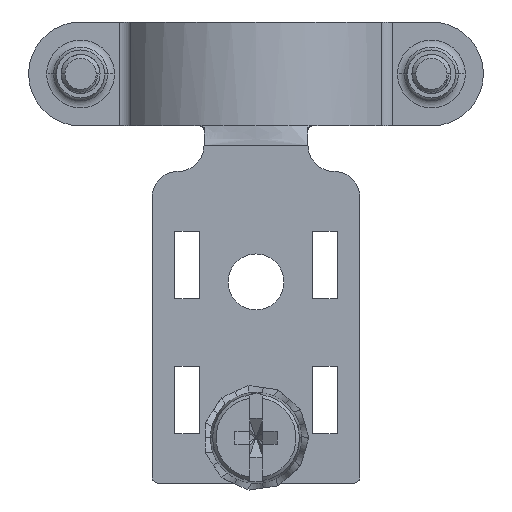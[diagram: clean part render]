
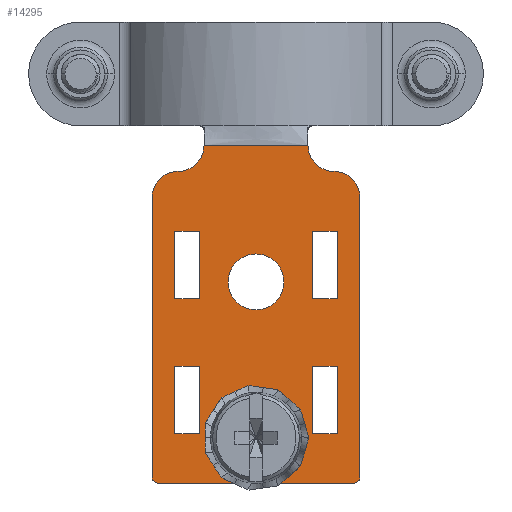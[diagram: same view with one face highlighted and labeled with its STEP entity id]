
A CAD part, front view. The second image highlights one B-rep face of the part: STEP entity #14295.
In plain terms, the highlighted planar face has unit normal (0, -1, 0).
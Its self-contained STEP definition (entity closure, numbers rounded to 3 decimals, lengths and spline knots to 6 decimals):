
#316=CARTESIAN_POINT('',(0.014,0.0032,0.0208));
#317=DIRECTION('',(0.,-1.,0.));
#318=DIRECTION('',(-1.,0.,0.));
#319=AXIS2_PLACEMENT_3D('',#316,#317,#318);
#321=CARTESIAN_POINT('',(0.014,0.0032,0.0168));
#322=DIRECTION('',(0.,1.,0.));
#323=DIRECTION('',(0.,0.,1.));
#324=AXIS2_PLACEMENT_3D('',#321,#322,#323);
#326=CARTESIAN_POINT('',(0.0155,0.0032,-0.0047));
#327=DIRECTION('',(0.,1.,0.));
#328=DIRECTION('',(1.,0.,0.));
#329=AXIS2_PLACEMENT_3D('',#326,#327,#328);
#331=CARTESIAN_POINT('',(0.0005,0.0032,-0.0047));
#332=DIRECTION('',(0.,1.,0.));
#333=DIRECTION('',(0.,0.,-1.));
#334=AXIS2_PLACEMENT_3D('',#331,#332,#333);
#336=CARTESIAN_POINT('',(0.002,0.0032,0.0168));
#337=DIRECTION('',(0.,1.,0.));
#338=DIRECTION('',(-1.,0.,0.));
#339=AXIS2_PLACEMENT_3D('',#336,#337,#338);
#341=CARTESIAN_POINT('',(0.002,0.0032,0.0208));
#342=DIRECTION('',(0.,-1.,0.));
#343=DIRECTION('',(0.,0.,-1.));
#344=AXIS2_PLACEMENT_3D('',#341,#342,#343);
#346=CARTESIAN_POINT('',(0.004,0.0032,0.0208));
#347=CARTESIAN_POINT('',(0.006667,0.0032,0.0208));
#348=CARTESIAN_POINT('',(0.009333,0.0032,0.0208));
#349=CARTESIAN_POINT('',(0.012,0.0032,0.0208));
#351=CARTESIAN_POINT('',(0.008,0.0032,-0.0017));
#352=DIRECTION('',(0.,-1.,0.));
#353=DIRECTION('',(1.,0.,0.));
#354=AXIS2_PLACEMENT_3D('',#351,#352,#353);
#356=CARTESIAN_POINT('',(0.008,0.0032,-0.0017));
#357=DIRECTION('',(0.,-1.,0.));
#358=DIRECTION('',(-1.,0.,0.));
#359=AXIS2_PLACEMENT_3D('',#356,#357,#358);
#361=CARTESIAN_POINT('',(0.008,0.0032,0.0103));
#362=DIRECTION('',(0.,-1.,0.));
#363=DIRECTION('',(1.,0.,0.));
#364=AXIS2_PLACEMENT_3D('',#361,#362,#363);
#366=CARTESIAN_POINT('',(0.008,0.0032,0.0103));
#367=DIRECTION('',(0.,-1.,0.));
#368=DIRECTION('',(-1.,0.,0.));
#369=AXIS2_PLACEMENT_3D('',#366,#367,#368);
#6481=DIRECTION('',(0.,0.,-1.));
#6482=VECTOR('',#6481,0.0215);
#6483=CARTESIAN_POINT('',(0.,0.0032,0.0168));
#6484=LINE('',#6483,#6482);
#6497=DIRECTION('',(1.,0.,0.));
#6498=VECTOR('',#6497,0.015);
#6499=CARTESIAN_POINT('',(0.0005,0.0032,-0.0052));
#6500=LINE('',#6499,#6498);
#6509=DIRECTION('',(0.,0.,1.));
#6510=VECTOR('',#6509,0.0215);
#6511=CARTESIAN_POINT('',(0.016,0.0032,-0.0047));
#6512=LINE('',#6511,#6510);
#6533=DIRECTION('',(1.,0.,0.));
#6534=VECTOR('',#6533,0.0019);
#6535=CARTESIAN_POINT('',(0.00175,0.0032,0.0142));
#6536=LINE('',#6535,#6534);
#6537=DIRECTION('',(0.,0.,1.));
#6538=VECTOR('',#6537,0.0052);
#6539=CARTESIAN_POINT('',(0.00175,0.0032,0.009));
#6540=LINE('',#6539,#6538);
#6549=DIRECTION('',(-1.,0.,0.));
#6550=VECTOR('',#6549,0.0019);
#6551=CARTESIAN_POINT('',(0.00365,0.0032,0.009));
#6552=LINE('',#6551,#6550);
#6565=DIRECTION('',(0.,0.,-1.));
#6566=VECTOR('',#6565,0.0052);
#6567=CARTESIAN_POINT('',(0.00365,0.0032,0.0142));
#6568=LINE('',#6567,#6566);
#6589=DIRECTION('',(1.,0.,0.));
#6590=VECTOR('',#6589,0.0019);
#6591=CARTESIAN_POINT('',(0.01235,0.0032,0.0038));
#6592=LINE('',#6591,#6590);
#6597=DIRECTION('',(0.,0.,1.));
#6598=VECTOR('',#6597,0.0052);
#6599=CARTESIAN_POINT('',(0.01235,0.0032,-0.0014));
#6600=LINE('',#6599,#6598);
#6609=DIRECTION('',(-1.,0.,0.));
#6610=VECTOR('',#6609,0.0019);
#6611=CARTESIAN_POINT('',(0.01425,0.0032,-0.0014));
#6612=LINE('',#6611,#6610);
#6625=DIRECTION('',(0.,0.,-1.));
#6626=VECTOR('',#6625,0.0052);
#6627=CARTESIAN_POINT('',(0.01425,0.0032,0.0038));
#6628=LINE('',#6627,#6626);
#6637=DIRECTION('',(1.,0.,0.));
#6638=VECTOR('',#6637,0.0019);
#6639=CARTESIAN_POINT('',(0.00175,0.0032,0.0038));
#6640=LINE('',#6639,#6638);
#6645=DIRECTION('',(0.,0.,1.));
#6646=VECTOR('',#6645,0.0052);
#6647=CARTESIAN_POINT('',(0.00175,0.0032,-0.0014));
#6648=LINE('',#6647,#6646);
#6657=DIRECTION('',(-1.,0.,0.));
#6658=VECTOR('',#6657,0.0019);
#6659=CARTESIAN_POINT('',(0.00365,0.0032,-0.0014));
#6660=LINE('',#6659,#6658);
#6673=DIRECTION('',(0.,0.,-1.));
#6674=VECTOR('',#6673,0.0052);
#6675=CARTESIAN_POINT('',(0.00365,0.0032,0.0038));
#6676=LINE('',#6675,#6674);
#6685=DIRECTION('',(1.,0.,0.));
#6686=VECTOR('',#6685,0.0019);
#6687=CARTESIAN_POINT('',(0.01235,0.0032,0.0142));
#6688=LINE('',#6687,#6686);
#6693=DIRECTION('',(0.,0.,1.));
#6694=VECTOR('',#6693,0.0052);
#6695=CARTESIAN_POINT('',(0.01235,0.0032,0.009));
#6696=LINE('',#6695,#6694);
#6705=DIRECTION('',(-1.,0.,0.));
#6706=VECTOR('',#6705,0.0019);
#6707=CARTESIAN_POINT('',(0.01425,0.0032,0.009));
#6708=LINE('',#6707,#6706);
#6721=DIRECTION('',(0.,0.,-1.));
#6722=VECTOR('',#6721,0.0052);
#6723=CARTESIAN_POINT('',(0.01425,0.0032,0.0142));
#6724=LINE('',#6723,#6722);
#12534=CARTESIAN_POINT('',(0.004,0.0032,0.0208));
#12535=VERTEX_POINT('',#12534);
#12539=CARTESIAN_POINT('',(0.002,0.0032,0.0188));
#12541=VERTEX_POINT('',#12539);
#12543=CARTESIAN_POINT('',(0.,0.0032,0.0168));
#12545=VERTEX_POINT('',#12543);
#12546=CARTESIAN_POINT('',(0.00175,0.0032,0.009));
#12547=CARTESIAN_POINT('',(0.00175,0.0032,0.0142));
#12548=VERTEX_POINT('',#12546);
#12549=VERTEX_POINT('',#12547);
#12550=CARTESIAN_POINT('',(0.00365,0.0032,0.009));
#12551=VERTEX_POINT('',#12550);
#12552=CARTESIAN_POINT('',(0.00365,0.0032,0.0142));
#12553=VERTEX_POINT('',#12552);
#12554=CARTESIAN_POINT('',(0.01015,0.0032,-0.0017));
#12555=CARTESIAN_POINT('',(0.00585,0.0032,-0.0017));
#12556=VERTEX_POINT('',#12554);
#12557=VERTEX_POINT('',#12555);
#12558=CARTESIAN_POINT('',(0.01015,0.0032,0.0103));
#12559=CARTESIAN_POINT('',(0.00585,0.0032,0.0103));
#12560=VERTEX_POINT('',#12558);
#12561=VERTEX_POINT('',#12559);
#12562=CARTESIAN_POINT('',(0.01235,0.0032,-0.0014));
#12563=CARTESIAN_POINT('',(0.01235,0.0032,0.0038));
#12564=VERTEX_POINT('',#12562);
#12565=VERTEX_POINT('',#12563);
#12566=CARTESIAN_POINT('',(0.01425,0.0032,-0.0014));
#12567=VERTEX_POINT('',#12566);
#12568=CARTESIAN_POINT('',(0.01425,0.0032,0.0038));
#12569=VERTEX_POINT('',#12568);
#12570=CARTESIAN_POINT('',(0.012,0.0032,0.0208));
#12571=CARTESIAN_POINT('',(0.014,0.0032,0.0188));
#12572=VERTEX_POINT('',#12570);
#12573=VERTEX_POINT('',#12571);
#12574=CARTESIAN_POINT('',(0.016,0.0032,0.0168));
#12575=VERTEX_POINT('',#12574);
#12576=CARTESIAN_POINT('',(0.016,0.0032,-0.0047));
#12577=VERTEX_POINT('',#12576);
#12578=CARTESIAN_POINT('',(0.0155,0.0032,-0.0052));
#12579=VERTEX_POINT('',#12578);
#12580=CARTESIAN_POINT('',(0.0005,0.0032,-0.0052));
#12581=VERTEX_POINT('',#12580);
#12582=CARTESIAN_POINT('',(0.,0.0032,-0.0047));
#12583=VERTEX_POINT('',#12582);
#12584=CARTESIAN_POINT('',(0.00175,0.0032,-0.0014));
#12585=CARTESIAN_POINT('',(0.00175,0.0032,0.0038));
#12586=VERTEX_POINT('',#12584);
#12587=VERTEX_POINT('',#12585);
#12588=CARTESIAN_POINT('',(0.00365,0.0032,-0.0014));
#12589=VERTEX_POINT('',#12588);
#12590=CARTESIAN_POINT('',(0.00365,0.0032,0.0038));
#12591=VERTEX_POINT('',#12590);
#12592=CARTESIAN_POINT('',(0.01235,0.0032,0.009));
#12593=CARTESIAN_POINT('',(0.01235,0.0032,0.0142));
#12594=VERTEX_POINT('',#12592);
#12595=VERTEX_POINT('',#12593);
#12596=CARTESIAN_POINT('',(0.01425,0.0032,0.009));
#12597=VERTEX_POINT('',#12596);
#12598=CARTESIAN_POINT('',(0.01425,0.0032,0.0142));
#12599=VERTEX_POINT('',#12598);
#14219=CARTESIAN_POINT('',(0.008,0.0032,0.0078));
#14220=DIRECTION('',(0.,1.,0.));
#14221=DIRECTION('',(-1.,0.,0.));
#14222=AXIS2_PLACEMENT_3D('',#14219,#14220,#14221);
#14223=PLANE('',#14222);
#14225=ORIENTED_EDGE('',*,*,#14224,.T.);
#14227=ORIENTED_EDGE('',*,*,#14226,.T.);
#14229=ORIENTED_EDGE('',*,*,#14228,.F.);
#14231=ORIENTED_EDGE('',*,*,#14230,.T.);
#14233=ORIENTED_EDGE('',*,*,#14232,.F.);
#14235=ORIENTED_EDGE('',*,*,#14234,.T.);
#14237=ORIENTED_EDGE('',*,*,#14236,.F.);
#14238=ORIENTED_EDGE('',*,*,#14202,.T.);
#14239=ORIENTED_EDGE('',*,*,#14185,.T.);
#14240=ORIENTED_EDGE('',*,*,#14079,.T.);
#14241=EDGE_LOOP('',(#14225,#14227,#14229,#14231,#14233,#14235,#14237,#14238,
#14239,#14240));
#14242=FACE_OUTER_BOUND('',#14241,.F.);
#14244=ORIENTED_EDGE('',*,*,#14243,.T.);
#14246=ORIENTED_EDGE('',*,*,#14245,.T.);
#14247=EDGE_LOOP('',(#14244,#14246));
#14248=FACE_BOUND('',#14247,.F.);
#14250=ORIENTED_EDGE('',*,*,#14249,.T.);
#14252=ORIENTED_EDGE('',*,*,#14251,.T.);
#14253=EDGE_LOOP('',(#14250,#14252));
#14254=FACE_BOUND('',#14253,.F.);
#14256=ORIENTED_EDGE('',*,*,#14255,.F.);
#14258=ORIENTED_EDGE('',*,*,#14257,.F.);
#14260=ORIENTED_EDGE('',*,*,#14259,.F.);
#14262=ORIENTED_EDGE('',*,*,#14261,.F.);
#14263=EDGE_LOOP('',(#14256,#14258,#14260,#14262));
#14264=FACE_BOUND('',#14263,.F.);
#14266=ORIENTED_EDGE('',*,*,#14265,.F.);
#14268=ORIENTED_EDGE('',*,*,#14267,.F.);
#14270=ORIENTED_EDGE('',*,*,#14269,.F.);
#14272=ORIENTED_EDGE('',*,*,#14271,.F.);
#14273=EDGE_LOOP('',(#14266,#14268,#14270,#14272));
#14274=FACE_BOUND('',#14273,.F.);
#14276=ORIENTED_EDGE('',*,*,#14275,.F.);
#14278=ORIENTED_EDGE('',*,*,#14277,.F.);
#14280=ORIENTED_EDGE('',*,*,#14279,.F.);
#14282=ORIENTED_EDGE('',*,*,#14281,.F.);
#14283=EDGE_LOOP('',(#14276,#14278,#14280,#14282));
#14284=FACE_BOUND('',#14283,.F.);
#14286=ORIENTED_EDGE('',*,*,#14285,.F.);
#14288=ORIENTED_EDGE('',*,*,#14287,.F.);
#14290=ORIENTED_EDGE('',*,*,#14289,.F.);
#14292=ORIENTED_EDGE('',*,*,#14291,.F.);
#14293=EDGE_LOOP('',(#14286,#14288,#14290,#14292));
#14294=FACE_BOUND('',#14293,.F.);
#320=CIRCLE('',#319,0.002);
#325=CIRCLE('',#324,0.002);
#330=CIRCLE('',#329,0.0005);
#335=CIRCLE('',#334,0.0005);
#340=CIRCLE('',#339,0.002);
#345=CIRCLE('',#344,0.002);
#350=B_SPLINE_CURVE_WITH_KNOTS('',3,(#346,#347,#348,#349),.UNSPECIFIED.,.F.,.F.,
(4,4),(0.,1.),.UNSPECIFIED.);
#355=CIRCLE('',#354,0.00215);
#360=CIRCLE('',#359,0.00215);
#365=CIRCLE('',#364,0.00215);
#370=CIRCLE('',#369,0.00215);
#14079=EDGE_CURVE('',#12535,#12572,#350,.T.);
#14185=EDGE_CURVE('',#12541,#12535,#345,.T.);
#14202=EDGE_CURVE('',#12545,#12541,#340,.T.);
#14224=EDGE_CURVE('',#12572,#12573,#320,.T.);
#14226=EDGE_CURVE('',#12573,#12575,#325,.T.);
#14228=EDGE_CURVE('',#12577,#12575,#6512,.T.);
#14230=EDGE_CURVE('',#12577,#12579,#330,.T.);
#14232=EDGE_CURVE('',#12581,#12579,#6500,.T.);
#14234=EDGE_CURVE('',#12581,#12583,#335,.T.);
#14236=EDGE_CURVE('',#12545,#12583,#6484,.T.);
#14243=EDGE_CURVE('',#12556,#12557,#355,.T.);
#14245=EDGE_CURVE('',#12557,#12556,#360,.T.);
#14249=EDGE_CURVE('',#12560,#12561,#365,.T.);
#14251=EDGE_CURVE('',#12561,#12560,#370,.T.);
#14255=EDGE_CURVE('',#12564,#12565,#6600,.T.);
#14257=EDGE_CURVE('',#12567,#12564,#6612,.T.);
#14259=EDGE_CURVE('',#12569,#12567,#6628,.T.);
#14261=EDGE_CURVE('',#12565,#12569,#6592,.T.);
#14265=EDGE_CURVE('',#12548,#12549,#6540,.T.);
#14267=EDGE_CURVE('',#12551,#12548,#6552,.T.);
#14269=EDGE_CURVE('',#12553,#12551,#6568,.T.);
#14271=EDGE_CURVE('',#12549,#12553,#6536,.T.);
#14275=EDGE_CURVE('',#12586,#12587,#6648,.T.);
#14277=EDGE_CURVE('',#12589,#12586,#6660,.T.);
#14279=EDGE_CURVE('',#12591,#12589,#6676,.T.);
#14281=EDGE_CURVE('',#12587,#12591,#6640,.T.);
#14285=EDGE_CURVE('',#12594,#12595,#6696,.T.);
#14287=EDGE_CURVE('',#12597,#12594,#6708,.T.);
#14289=EDGE_CURVE('',#12599,#12597,#6724,.T.);
#14291=EDGE_CURVE('',#12595,#12599,#6688,.T.);
#14295=ADVANCED_FACE('',(#14242,#14248,#14254,#14264,#14274,#14284,#14294),
#14223,.F.);
